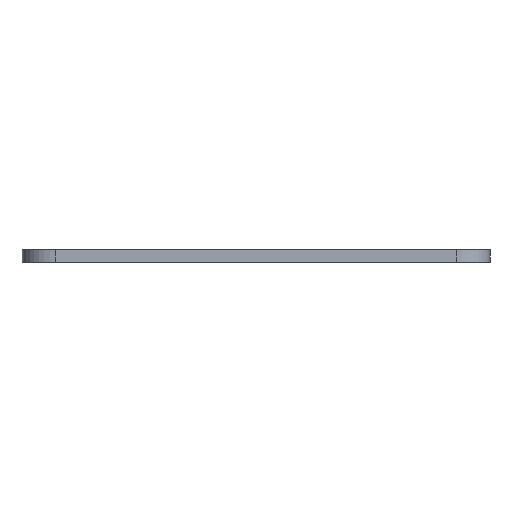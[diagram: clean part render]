
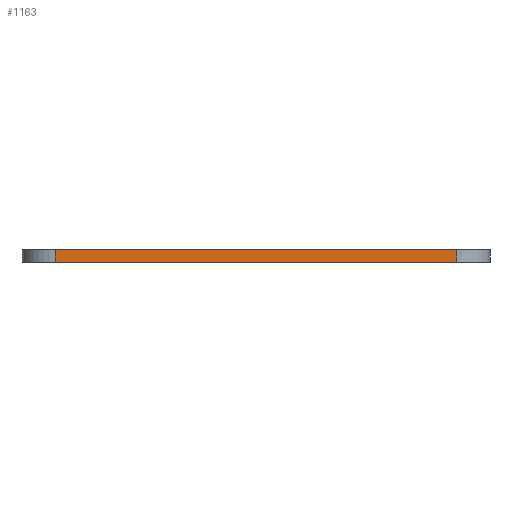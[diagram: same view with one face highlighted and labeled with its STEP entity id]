
A CAD part, left-side view. The second image highlights one B-rep face of the part: STEP entity #1163.
In plain terms, the highlighted planar face has unit normal (-1, 0, 0).
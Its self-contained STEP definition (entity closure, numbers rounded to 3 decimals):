
#72=PLANE('',#1305);
#127=FACE_OUTER_BOUND('',#225,.T.);
#225=EDGE_LOOP('',(#1053,#1054,#1055,#1056));
#261=LINE('',#1777,#351);
#288=LINE('',#1888,#378);
#317=LINE('',#1976,#407);
#319=LINE('',#1979,#409);
#351=VECTOR('',#1431,10.);
#378=VECTOR('',#1534,10.);
#407=VECTOR('',#1643,10.);
#409=VECTOR('',#1647,10.);
#524=VERTEX_POINT('',#1774);
#525=VERTEX_POINT('',#1776);
#570=VERTEX_POINT('',#1885);
#571=VERTEX_POINT('',#1887);
#647=EDGE_CURVE('',#524,#525,#261,.T.);
#703=EDGE_CURVE('',#571,#570,#288,.T.);
#749=EDGE_CURVE('',#525,#570,#317,.T.);
#751=EDGE_CURVE('',#571,#524,#319,.T.);
#1053=ORIENTED_EDGE('',*,*,#749,.F.);
#1054=ORIENTED_EDGE('',*,*,#647,.F.);
#1055=ORIENTED_EDGE('',*,*,#751,.F.);
#1056=ORIENTED_EDGE('',*,*,#703,.T.);
#1163=ADVANCED_FACE('',(#127),#72,.T.);
#1305=AXIS2_PLACEMENT_3D('',#1978,#1645,#1646);
#1431=DIRECTION('',(0.,-1.,0.));
#1534=DIRECTION('',(0.,-1.,0.));
#1643=DIRECTION('',(0.,0.,-1.));
#1645=DIRECTION('center_axis',(-1.,0.,0.));
#1646=DIRECTION('ref_axis',(0.,-1.,0.));
#1647=DIRECTION('',(0.,0.,1.));
#1774=CARTESIAN_POINT('',(-160.909,46.523,3.));
#1776=CARTESIAN_POINT('',(-160.909,-49.777,3.));
#1777=CARTESIAN_POINT('',(-160.909,-57.777,3.));
#1885=CARTESIAN_POINT('',(-160.909,-49.777,0.));
#1887=CARTESIAN_POINT('',(-160.909,46.523,0.));
#1888=CARTESIAN_POINT('',(-160.909,26.448,0.));
#1976=CARTESIAN_POINT('',(-160.909,-49.777,-3.2));
#1978=CARTESIAN_POINT('Origin',(-160.909,54.523,-3.2));
#1979=CARTESIAN_POINT('',(-160.909,46.523,-3.2));
